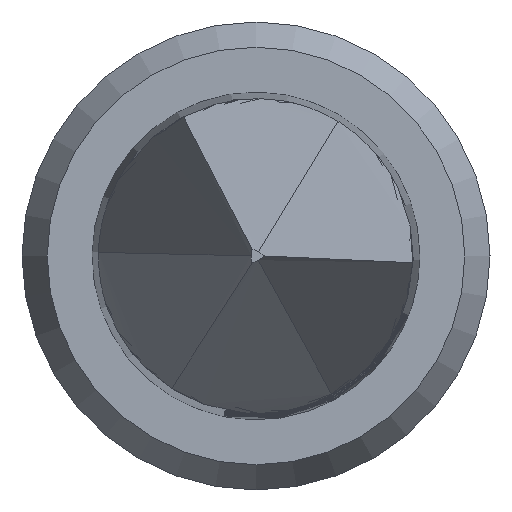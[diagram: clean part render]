
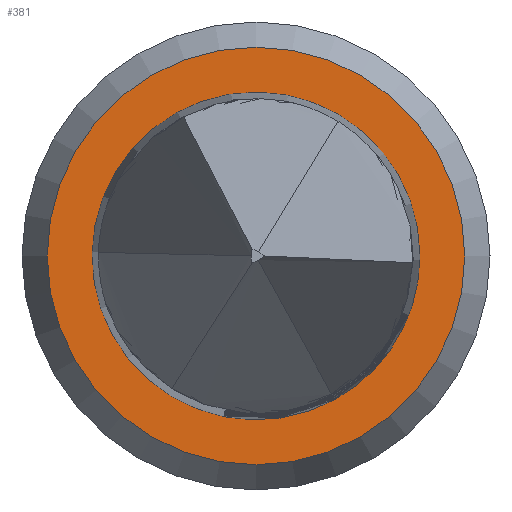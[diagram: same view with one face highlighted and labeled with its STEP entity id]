
A CAD part, left-side view. The second image highlights one B-rep face of the part: STEP entity #381.
In plain terms, the highlighted planar face has unit normal (-1, 0, 0).
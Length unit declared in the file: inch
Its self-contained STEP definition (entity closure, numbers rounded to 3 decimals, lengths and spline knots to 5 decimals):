
#5 = DIRECTION ( 'NONE',  ( 0., -1., 0. ) ) ;
#13 = EDGE_LOOP ( 'NONE', ( #1201 ) ) ;
#22 = CIRCLE ( 'NONE', #912, 0.024 ) ;
#51 = ORIENTED_EDGE ( 'NONE', *, *, #1206, .T. ) ;
#98 = PLANE ( 'NONE',  #736 ) ;
#198 = CIRCLE ( 'NONE', #1044, 0.01884 ) ;
#295 = CARTESIAN_POINT ( 'NONE',  ( -0.05651, 0., 0. ) ) ;
#324 = FACE_OUTER_BOUND ( 'NONE', #13, .T. ) ;
#350 = VERTEX_POINT ( 'NONE', #1498 ) ;
#381 = ADVANCED_FACE ( 'NONE', ( #672, #324 ), #98, .T. ) ;
#559 = DIRECTION ( 'NONE',  ( 0., 1., 0. ) ) ;
#567 = CARTESIAN_POINT ( 'NONE',  ( -0.05651, 0., 0. ) ) ;
#672 = FACE_BOUND ( 'NONE', #1177, .T. ) ;
#736 = AXIS2_PLACEMENT_3D ( 'NONE', #567, #920, #1150 ) ;
#884 = DIRECTION ( 'NONE',  ( 1., 0., 0. ) ) ;
#904 = CARTESIAN_POINT ( 'NONE',  ( -0.05651, -0.01884, 0. ) ) ;
#912 = AXIS2_PLACEMENT_3D ( 'NONE', #295, #884, #559 ) ;
#916 = VERTEX_POINT ( 'NONE', #904 ) ;
#920 = DIRECTION ( 'NONE',  ( -1., 0., 0. ) ) ;
#1017 = EDGE_CURVE ( 'NONE', #350, #350, #22, .T. ) ;
#1038 = CARTESIAN_POINT ( 'NONE',  ( -0.05651, 0., 0. ) ) ;
#1044 = AXIS2_PLACEMENT_3D ( 'NONE', #1038, #1160, #5 ) ;
#1150 = DIRECTION ( 'NONE',  ( 0., -1., 0. ) ) ;
#1160 = DIRECTION ( 'NONE',  ( 1., 0., 0. ) ) ;
#1177 = EDGE_LOOP ( 'NONE', ( #51 ) ) ;
#1201 = ORIENTED_EDGE ( 'NONE', *, *, #1017, .F. ) ;
#1206 = EDGE_CURVE ( 'NONE', #916, #916, #198, .T. ) ;
#1498 = CARTESIAN_POINT ( 'NONE',  ( -0.05651, 0.024, 0. ) ) ;
